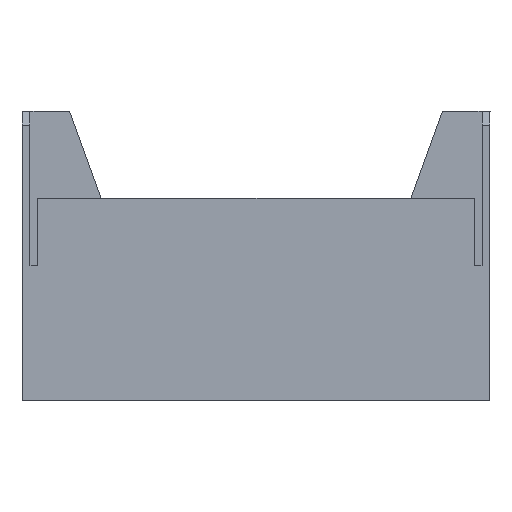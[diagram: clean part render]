
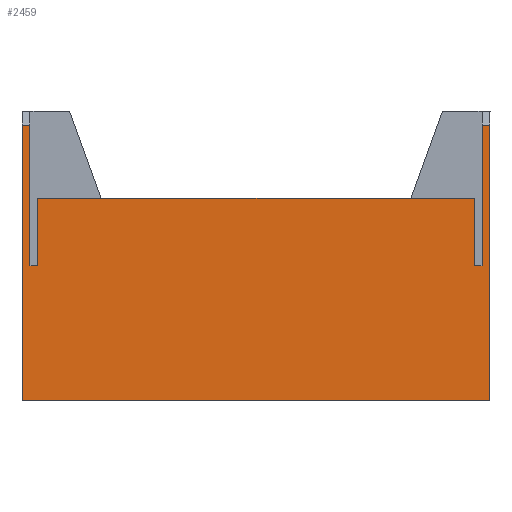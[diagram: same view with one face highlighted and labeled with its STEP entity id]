
A CAD part, front view. The second image highlights one B-rep face of the part: STEP entity #2459.
In plain terms, the highlighted face is planar.
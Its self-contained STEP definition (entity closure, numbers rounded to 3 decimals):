
#42 = VECTOR ( 'NONE', #945, 1000. ) ;
#133 = CARTESIAN_POINT ( 'NONE',  ( 57., -31.5, -53. ) ) ;
#142 = VERTEX_POINT ( 'NONE', #1654 ) ;
#163 = VECTOR ( 'NONE', #803, 1000. ) ;
#167 = EDGE_CURVE ( 'NONE', #703, #2268, #1167, .T. ) ;
#193 = ORIENTED_EDGE ( 'NONE', *, *, #863, .T. ) ;
#221 = EDGE_CURVE ( 'NONE', #2268, #2458, #1884, .T. ) ;
#223 = DIRECTION ( 'NONE',  ( -1., 0., 0. ) ) ;
#270 = LINE ( 'NONE', #1748, #1634 ) ;
#275 = EDGE_CURVE ( 'NONE', #2591, #2371, #400, .T. ) ;
#282 = EDGE_LOOP ( 'NONE', ( #2293, #2106, #1518, #1180, #2389, #1483, #2599, #1322, #2198, #193, #518, #1836 ) ) ;
#293 = LINE ( 'NONE', #663, #2374 ) ;
#400 = LINE ( 'NONE', #1323, #42 ) ;
#417 = CARTESIAN_POINT ( 'NONE',  ( -59., -31.5, -53. ) ) ;
#506 = VECTOR ( 'NONE', #1514, 1000. ) ;
#518 = ORIENTED_EDGE ( 'NONE', *, *, #2244, .T. ) ;
#559 = LINE ( 'NONE', #2373, #163 ) ;
#575 = VERTEX_POINT ( 'NONE', #1481 ) ;
#663 = CARTESIAN_POINT ( 'NONE',  ( -57., -35., -53. ) ) ;
#703 = VERTEX_POINT ( 'NONE', #1490 ) ;
#715 = CARTESIAN_POINT ( 'NONE',  ( 59., -35., -53. ) ) ;
#722 = CARTESIAN_POINT ( 'NONE',  ( -55., -13., -53. ) ) ;
#744 = CARTESIAN_POINT ( 'NONE',  ( -59., 38., -53. ) ) ;
#748 = LINE ( 'NONE', #835, #2212 ) ;
#751 = DIRECTION ( 'NONE',  ( 1., 0., 0. ) ) ;
#795 = DIRECTION ( 'NONE',  ( 0., -1., 0. ) ) ;
#803 = DIRECTION ( 'NONE',  ( -1., 0., 0. ) ) ;
#835 = CARTESIAN_POINT ( 'NONE',  ( 57., -35., -53. ) ) ;
#851 = DIRECTION ( 'NONE',  ( 0., -1., 0. ) ) ;
#863 = EDGE_CURVE ( 'NONE', #1644, #2138, #559, .T. ) ;
#892 = CARTESIAN_POINT ( 'NONE',  ( -59., -35., -53. ) ) ;
#939 = DIRECTION ( 'NONE',  ( 0., -1., 0. ) ) ;
#944 = VECTOR ( 'NONE', #223, 1000. ) ;
#945 = DIRECTION ( 'NONE',  ( -1., 0., 0. ) ) ;
#948 = LINE ( 'NONE', #1207, #2409 ) ;
#966 = VERTEX_POINT ( 'NONE', #2624 ) ;
#988 = DIRECTION ( 'NONE',  ( 1., 0., 0. ) ) ;
#1006 = LINE ( 'NONE', #417, #944 ) ;
#1010 = CARTESIAN_POINT ( 'NONE',  ( -59., -31.5, -53. ) ) ;
#1029 = DIRECTION ( 'NONE',  ( 0., 0., 1. ) ) ;
#1057 = EDGE_CURVE ( 'NONE', #1644, #2162, #1694, .T. ) ;
#1167 = LINE ( 'NONE', #1700, #1348 ) ;
#1180 = ORIENTED_EDGE ( 'NONE', *, *, #167, .F. ) ;
#1190 = PLANE ( 'NONE',  #2427 ) ;
#1207 = CARTESIAN_POINT ( 'NONE',  ( -57., 4., -53. ) ) ;
#1212 = EDGE_CURVE ( 'NONE', #703, #2591, #1590, .T. ) ;
#1215 = CARTESIAN_POINT ( 'NONE',  ( 59., -31.5, -53. ) ) ;
#1260 = EDGE_CURVE ( 'NONE', #2162, #575, #2347, .T. ) ;
#1291 = DIRECTION ( 'NONE',  ( 0., -1., 0. ) ) ;
#1322 = ORIENTED_EDGE ( 'NONE', *, *, #1260, .F. ) ;
#1323 = CARTESIAN_POINT ( 'NONE',  ( 57., -31.5, -53. ) ) ;
#1340 = VECTOR ( 'NONE', #1413, 1000. ) ;
#1344 = FACE_OUTER_BOUND ( 'NONE', #282, .T. ) ;
#1348 = VECTOR ( 'NONE', #1484, 1000. ) ;
#1384 = CARTESIAN_POINT ( 'NONE',  ( -59., -35., -53. ) ) ;
#1389 = EDGE_CURVE ( 'NONE', #2494, #142, #948, .T. ) ;
#1413 = DIRECTION ( 'NONE',  ( 0., 1., 0. ) ) ;
#1432 = VECTOR ( 'NONE', #751, 1000. ) ;
#1481 = CARTESIAN_POINT ( 'NONE',  ( 57., 4., -53. ) ) ;
#1483 = ORIENTED_EDGE ( 'NONE', *, *, #275, .T. ) ;
#1484 = DIRECTION ( 'NONE',  ( -1., 0., 0. ) ) ;
#1490 = CARTESIAN_POINT ( 'NONE',  ( 59., 38., -53. ) ) ;
#1494 = CARTESIAN_POINT ( 'NONE',  ( 55., -13., -53. ) ) ;
#1514 = DIRECTION ( 'NONE',  ( 0., -1., 0. ) ) ;
#1518 = ORIENTED_EDGE ( 'NONE', *, *, #221, .F. ) ;
#1590 = LINE ( 'NONE', #715, #1659 ) ;
#1634 = VECTOR ( 'NONE', #2358, 1000. ) ;
#1644 = VERTEX_POINT ( 'NONE', #1494 ) ;
#1654 = CARTESIAN_POINT ( 'NONE',  ( -55., 4., -53. ) ) ;
#1659 = VECTOR ( 'NONE', #939, 1000. ) ;
#1694 = LINE ( 'NONE', #2005, #1340 ) ;
#1700 = CARTESIAN_POINT ( 'NONE',  ( -59., 38., -53. ) ) ;
#1701 = EDGE_CURVE ( 'NONE', #2494, #966, #293, .T. ) ;
#1725 = CARTESIAN_POINT ( 'NONE',  ( 55., 4., -53. ) ) ;
#1748 = CARTESIAN_POINT ( 'NONE',  ( -55., -145.018, -53. ) ) ;
#1836 = ORIENTED_EDGE ( 'NONE', *, *, #1389, .F. ) ;
#1863 = EDGE_CURVE ( 'NONE', #966, #2458, #1006, .T. ) ;
#1884 = LINE ( 'NONE', #892, #506 ) ;
#2005 = CARTESIAN_POINT ( 'NONE',  ( 55., -145.018, -53. ) ) ;
#2106 = ORIENTED_EDGE ( 'NONE', *, *, #1863, .T. ) ;
#2138 = VERTEX_POINT ( 'NONE', #722 ) ;
#2162 = VERTEX_POINT ( 'NONE', #1725 ) ;
#2198 = ORIENTED_EDGE ( 'NONE', *, *, #1057, .F. ) ;
#2212 = VECTOR ( 'NONE', #851, 1000. ) ;
#2244 = EDGE_CURVE ( 'NONE', #2138, #142, #270, .T. ) ;
#2268 = VERTEX_POINT ( 'NONE', #744 ) ;
#2293 = ORIENTED_EDGE ( 'NONE', *, *, #1701, .T. ) ;
#2347 = LINE ( 'NONE', #2548, #1432 ) ;
#2358 = DIRECTION ( 'NONE',  ( 0., 1., 0. ) ) ;
#2371 = VERTEX_POINT ( 'NONE', #133 ) ;
#2373 = CARTESIAN_POINT ( 'NONE',  ( -55., -13., -53. ) ) ;
#2374 = VECTOR ( 'NONE', #1291, 1000. ) ;
#2389 = ORIENTED_EDGE ( 'NONE', *, *, #1212, .T. ) ;
#2407 = CARTESIAN_POINT ( 'NONE',  ( -57., 4., -53. ) ) ;
#2409 = VECTOR ( 'NONE', #988, 1000. ) ;
#2427 = AXIS2_PLACEMENT_3D ( 'NONE', #1384, #1029, #795 ) ;
#2458 = VERTEX_POINT ( 'NONE', #1010 ) ;
#2459 = ADVANCED_FACE ( 'NONE', ( #1344 ), #1190, .F. ) ;
#2494 = VERTEX_POINT ( 'NONE', #2407 ) ;
#2548 = CARTESIAN_POINT ( 'NONE',  ( -57., 4., -53. ) ) ;
#2591 = VERTEX_POINT ( 'NONE', #1215 ) ;
#2599 = ORIENTED_EDGE ( 'NONE', *, *, #2618, .F. ) ;
#2618 = EDGE_CURVE ( 'NONE', #575, #2371, #748, .T. ) ;
#2624 = CARTESIAN_POINT ( 'NONE',  ( -57., -31.5, -53. ) ) ;
